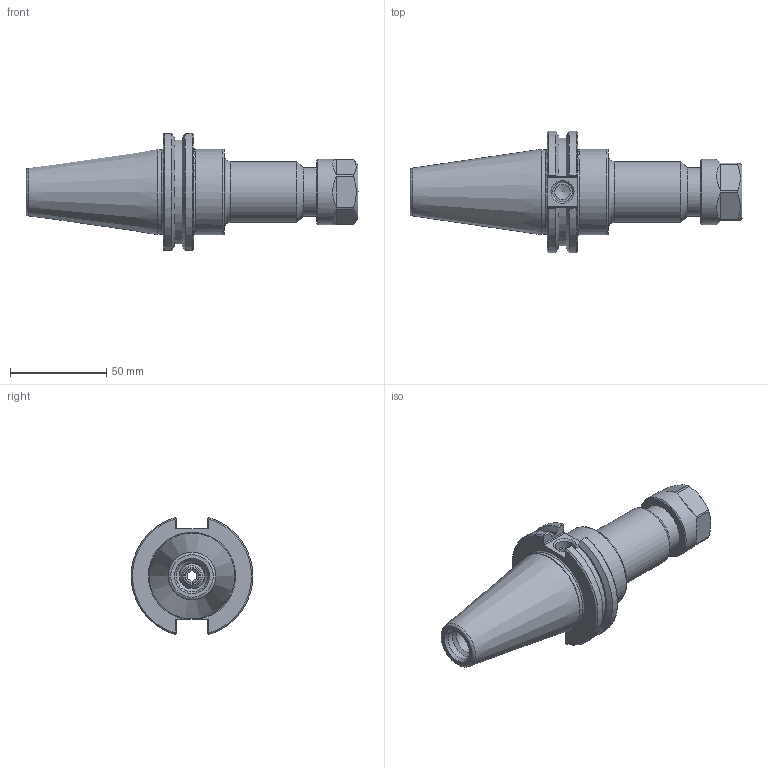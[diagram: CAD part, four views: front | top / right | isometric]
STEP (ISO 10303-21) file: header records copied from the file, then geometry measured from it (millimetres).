
FILE_DESCRIPTION((''),'2;1');
FILE_NAME('C40-20ER412.stp','2014-07-25T09:22:59',('kaykin'),(''),'Autodesk Inventor 2012','Autodesk Inventor 2012','');
FILE_SCHEMA(('AUTOMOTIVE_DESIGN { 1 0 10303 214 1 1 1 1 }'));
Length unit declared in the file: inch
Products named in the file (4): C40-20ER412; C40-20ER4-1; 20ERHPN; BS-09
Assembly tree (3 placements, depth 2):
  C40-20ER412
    C40-20ER4-1
    20ERHPN
    BS-09
Bounding box: 172.91 x 63.26 x 61.05 mm (x, y, z)
Volume: 164451.2 mm3; surface area: 35881.1 mm2
Topology: 3 solids, 3 shells, 144 faces, 348 edges, 215 vertices
Faces by surface type: plane 63, cylinder 38, cone 34, torus 8, bspline 1
Full cylindrical faces by diameter (mm): 7.137 x1, 8.001 x1, 10.135 x1, 10.719 x2, 12.751 x1, 13.335 x1, 13.386 x1, 14.097 x1, 14.478 x1, 14.91 x1, 16.459 x1, 20.066 x1, 23.52 x1, 25 x1, 25.527 x1, 31.75 x1, 34.036 x1, 43.942 x1, 44.45 x1
Entity records: 4145 total; most frequent: CARTESIAN_POINT 881, DIRECTION 648, ORIENTED_EDGE 568, EDGE_CURVE 284, AXIS2_PLACEMENT_3D 262, EDGE_LOOP 209, VERTEX_POINT 205, FACE_OUTER_BOUND 144
